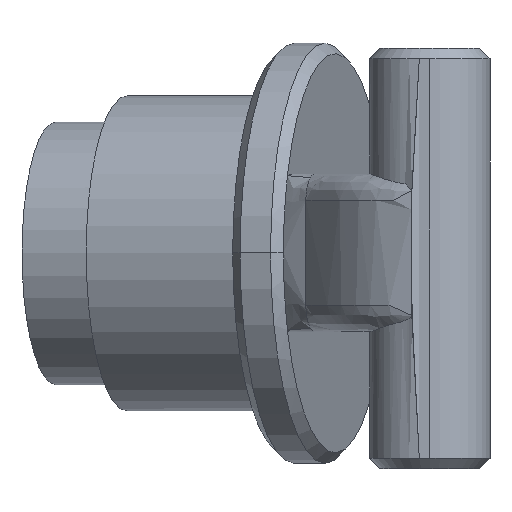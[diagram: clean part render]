
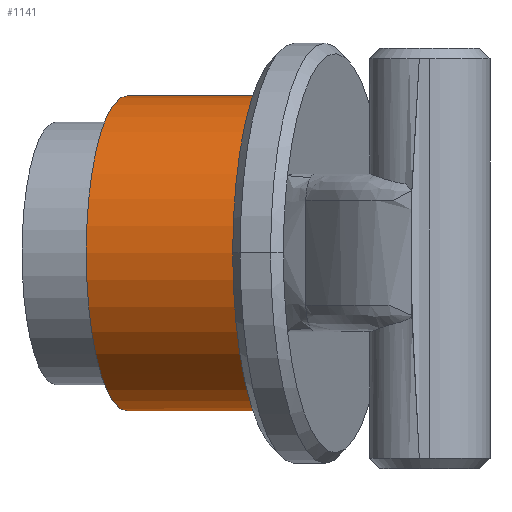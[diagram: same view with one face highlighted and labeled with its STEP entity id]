
A CAD part, top view. The second image highlights one B-rep face of the part: STEP entity #1141.
In plain terms, the highlighted cylindrical face has radius 3 mm (diameter 6 mm), a partial arc.
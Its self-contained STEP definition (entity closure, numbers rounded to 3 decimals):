
#1 = DIRECTION ( 'NONE',  ( -0.966, 0., -0.259 ) ) ;
#6 = CARTESIAN_POINT ( 'NONE',  ( 19.735, 4.727, 3.764 ) ) ;
#105 = CARTESIAN_POINT ( 'NONE',  ( 24.162, 1.727, 4.95 ) ) ;
#194 = CIRCLE ( 'NONE', #2194, 3. ) ;
#316 = CYLINDRICAL_SURFACE ( 'NONE', #2604, 3. ) ;
#387 = ORIENTED_EDGE ( 'NONE', *, *, #1898, .F. ) ;
#448 = CARTESIAN_POINT ( 'NONE',  ( 19.735, 1.727, 3.764 ) ) ;
#755 = CARTESIAN_POINT ( 'NONE',  ( 21.232, -1.273, 4.165 ) ) ;
#761 = ORIENTED_EDGE ( 'NONE', *, *, #2970, .F. ) ;
#770 = DIRECTION ( 'NONE',  ( 0., 1., 0. ) ) ;
#851 = DIRECTION ( 'NONE',  ( -0.966, 0., -0.259 ) ) ;
#869 = CIRCLE ( 'NONE', #3327, 3. ) ;
#1071 = LINE ( 'NONE', #1830, #2656 ) ;
#1141 = ADVANCED_FACE ( 'NONE', ( #3100 ), #316, .T. ) ;
#1293 = LINE ( 'NONE', #755, #1817 ) ;
#1535 = EDGE_CURVE ( 'NONE', #2153, #1600, #194, .T. ) ;
#1565 = ORIENTED_EDGE ( 'NONE', *, *, #1807, .T. ) ;
#1600 = VERTEX_POINT ( 'NONE', #3273 ) ;
#1807 = EDGE_CURVE ( 'NONE', #2103, #3040, #869, .T. ) ;
#1817 = VECTOR ( 'NONE', #1, 1000. ) ;
#1830 = CARTESIAN_POINT ( 'NONE',  ( 21.232, 4.727, 4.165 ) ) ;
#1898 = EDGE_CURVE ( 'NONE', #2103, #1600, #1071, .T. ) ;
#2028 = EDGE_LOOP ( 'NONE', ( #387, #1565, #761, #3240 ) ) ;
#2103 = VERTEX_POINT ( 'NONE', #6 ) ;
#2153 = VERTEX_POINT ( 'NONE', #2219 ) ;
#2194 = AXIS2_PLACEMENT_3D ( 'NONE', #3495, #2457, #3514 ) ;
#2219 = CARTESIAN_POINT ( 'NONE',  ( 22.729, -1.273, 4.566 ) ) ;
#2457 = DIRECTION ( 'NONE',  ( -0.966, 0., -0.259 ) ) ;
#2568 = DIRECTION ( 'NONE',  ( 0., 1., 0. ) ) ;
#2604 = AXIS2_PLACEMENT_3D ( 'NONE', #105, #851, #2568 ) ;
#2656 = VECTOR ( 'NONE', #2960, 1000. ) ;
#2909 = DIRECTION ( 'NONE',  ( 0.966, 0., 0.259 ) ) ;
#2960 = DIRECTION ( 'NONE',  ( 0.966, 0., 0.259 ) ) ;
#2970 = EDGE_CURVE ( 'NONE', #2153, #3040, #1293, .T. ) ;
#3040 = VERTEX_POINT ( 'NONE', #3087 ) ;
#3087 = CARTESIAN_POINT ( 'NONE',  ( 19.735, -1.273, 3.764 ) ) ;
#3100 = FACE_OUTER_BOUND ( 'NONE', #2028, .T. ) ;
#3240 = ORIENTED_EDGE ( 'NONE', *, *, #1535, .T. ) ;
#3273 = CARTESIAN_POINT ( 'NONE',  ( 22.729, 4.727, 4.566 ) ) ;
#3327 = AXIS2_PLACEMENT_3D ( 'NONE', #448, #2909, #770 ) ;
#3495 = CARTESIAN_POINT ( 'NONE',  ( 22.729, 1.727, 4.566 ) ) ;
#3514 = DIRECTION ( 'NONE',  ( 0., 1., 0. ) ) ;
